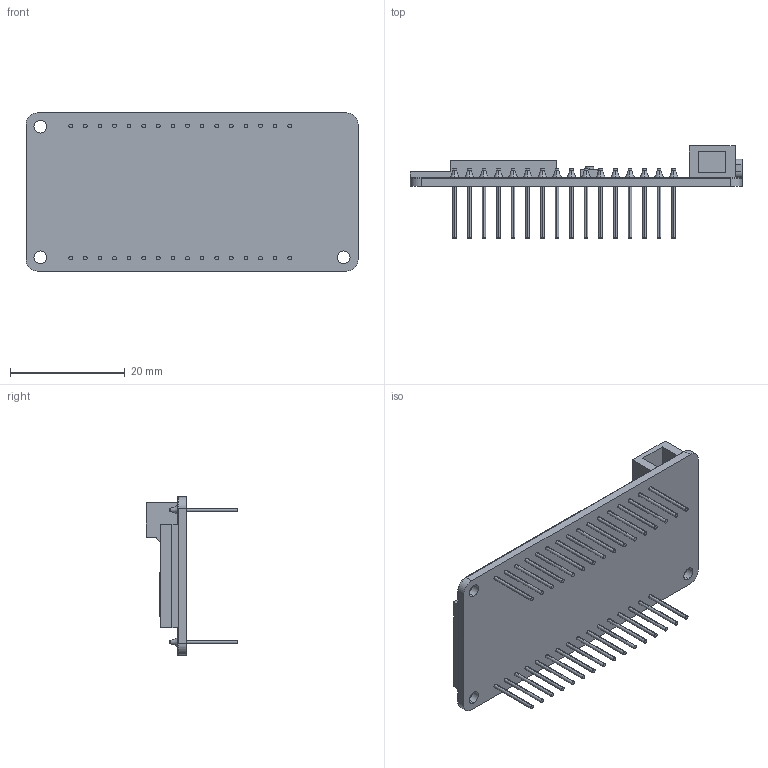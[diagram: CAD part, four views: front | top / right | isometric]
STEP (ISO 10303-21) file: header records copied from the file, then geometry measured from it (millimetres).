
FILE_DESCRIPTION (( 'STEP AP214' ), '1' );
FILE_NAME ('upesy_esp32_low_power.STEP', '2023-09-27T14:56:46', ( '' ), ( '' ), 'SwSTEP 2.0', 'SolidWorks 2022', '' );
FILE_SCHEMA (( 'AUTOMOTIVE_DESIGN' ));
Length unit declared in the file: millimetre
Products named in the file (1): upesy_esp32_low_power
Bounding box: 57.75 x 16 x 27.5 mm (x, y, z)
Volume: 3938.9 mm3; surface area: 8112.3 mm2
Topology: 2 solids, 2 shells, 368 faces, 796 edges, 500 vertices
Faces by surface type: cylinder 164, plane 128, bspline 72, cone 4
Entity records: 18591 total; most frequent: CARTESIAN_POINT 11049, ORIENTED_EDGE 1584, DIRECTION 1438, EDGE_CURVE 792, AXIS2_PLACEMENT_3D 561, VERTEX_POINT 500, EDGE_LOOP 452, ADVANCED_FACE 368
